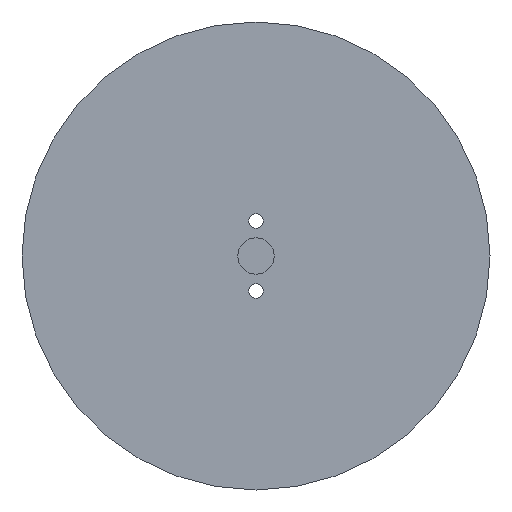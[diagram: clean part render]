
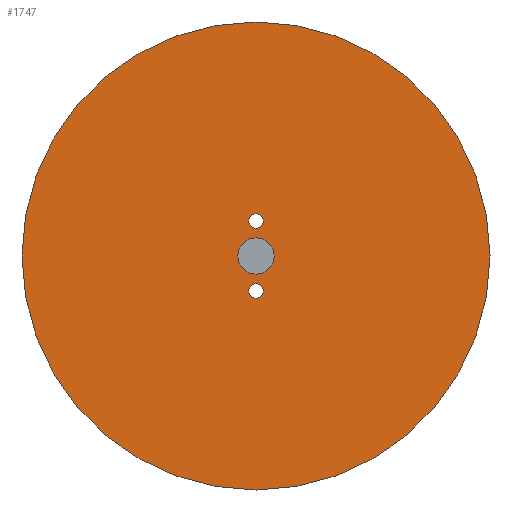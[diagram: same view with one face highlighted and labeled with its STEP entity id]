
A CAD part, front view. The second image highlights one B-rep face of the part: STEP entity #1747.
In plain terms, the highlighted planar face has unit normal (0, -1, 0).
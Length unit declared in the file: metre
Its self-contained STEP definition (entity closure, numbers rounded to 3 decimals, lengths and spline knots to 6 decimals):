
#7 = AXIS2_PLACEMENT_3D ( 'NONE', #1688, #549, #1534 ) ;
#11 = AXIS2_PLACEMENT_3D ( 'NONE', #1433, #989, #1924 ) ;
#27 = DIRECTION ( 'NONE',  ( 0., 0., -1. ) ) ;
#52 = EDGE_CURVE ( 'NONE', #1150, #794, #539, .T. ) ;
#57 = ORIENTED_EDGE ( 'NONE', *, *, #511, .F. ) ;
#91 = FACE_BOUND ( 'NONE', #1596, .T. ) ;
#110 = CIRCLE ( 'NONE', #672, 0.0015 ) ;
#115 = AXIS2_PLACEMENT_3D ( 'NONE', #176, #669, #502 ) ;
#144 = CIRCLE ( 'NONE', #7, 0.0485 ) ;
#176 = CARTESIAN_POINT ( 'NONE',  ( 0., 0., -0.00725 ) ) ;
#186 = CARTESIAN_POINT ( 'NONE',  ( 0., 0., 0.0485 ) ) ;
#271 = DIRECTION ( 'NONE',  ( 0., -1., 0. ) ) ;
#273 = CARTESIAN_POINT ( 'NONE',  ( 0., 0., 0. ) ) ;
#296 = DIRECTION ( 'NONE',  ( 0., 1., 0. ) ) ;
#322 = CARTESIAN_POINT ( 'NONE',  ( 0., 0., 0.00875 ) ) ;
#338 = CARTESIAN_POINT ( 'NONE',  ( 0., 0., -0.00875 ) ) ;
#346 = CIRCLE ( 'NONE', #11, 0.00375 ) ;
#392 = VERTEX_POINT ( 'NONE', #1751 ) ;
#405 = CARTESIAN_POINT ( 'NONE',  ( 0., 0., 0. ) ) ;
#420 = CARTESIAN_POINT ( 'NONE',  ( 0., 0., -0.00575 ) ) ;
#429 = CARTESIAN_POINT ( 'NONE',  ( 0., 0., 0.00725 ) ) ;
#442 = VERTEX_POINT ( 'NONE', #186 ) ;
#469 = EDGE_LOOP ( 'NONE', ( #1581, #777 ) ) ;
#491 = CARTESIAN_POINT ( 'NONE',  ( 0., 0., -0.00375 ) ) ;
#502 = DIRECTION ( 'NONE',  ( 0., 0., -1. ) ) ;
#510 = DIRECTION ( 'NONE',  ( 0., 0., -1. ) ) ;
#511 = EDGE_CURVE ( 'NONE', #2016, #1170, #1014, .T. ) ;
#539 = CIRCLE ( 'NONE', #1643, 0.00375 ) ;
#546 = CARTESIAN_POINT ( 'NONE',  ( 0., 0., 0. ) ) ;
#549 = DIRECTION ( 'NONE',  ( 0., 1., 0. ) ) ;
#669 = DIRECTION ( 'NONE',  ( 0., -1., 0. ) ) ;
#670 = ORIENTED_EDGE ( 'NONE', *, *, #799, .F. ) ;
#672 = AXIS2_PLACEMENT_3D ( 'NONE', #1749, #827, #27 ) ;
#679 = AXIS2_PLACEMENT_3D ( 'NONE', #828, #1445, #510 ) ;
#732 = FACE_OUTER_BOUND ( 'NONE', #469, .T. ) ;
#752 = ORIENTED_EDGE ( 'NONE', *, *, #1066, .F. ) ;
#777 = ORIENTED_EDGE ( 'NONE', *, *, #1951, .F. ) ;
#794 = VERTEX_POINT ( 'NONE', #491 ) ;
#799 = EDGE_CURVE ( 'NONE', #1170, #2016, #110, .T. ) ;
#816 = CIRCLE ( 'NONE', #1470, 0.0485 ) ;
#827 = DIRECTION ( 'NONE',  ( 0., -1., 0. ) ) ;
#828 = CARTESIAN_POINT ( 'NONE',  ( 0., 0., 0.00725 ) ) ;
#890 = FACE_BOUND ( 'NONE', #1862, .T. ) ;
#901 = DIRECTION ( 'NONE',  ( 1., 0., 0. ) ) ;
#918 = CIRCLE ( 'NONE', #1602, 0.0015 ) ;
#989 = DIRECTION ( 'NONE',  ( 0., -1., 0. ) ) ;
#1014 = CIRCLE ( 'NONE', #115, 0.0015 ) ;
#1058 = DIRECTION ( 'NONE',  ( 0., 1., 0. ) ) ;
#1061 = ORIENTED_EDGE ( 'NONE', *, *, #52, .F. ) ;
#1066 = EDGE_CURVE ( 'NONE', #2029, #392, #918, .T. ) ;
#1118 = ORIENTED_EDGE ( 'NONE', *, *, #1793, .F. ) ;
#1150 = VERTEX_POINT ( 'NONE', #2058 ) ;
#1170 = VERTEX_POINT ( 'NONE', #420 ) ;
#1190 = FACE_BOUND ( 'NONE', #1511, .T. ) ;
#1201 = PLANE ( 'NONE',  #1348 ) ;
#1348 = AXIS2_PLACEMENT_3D ( 'NONE', #405, #1058, #901 ) ;
#1433 = CARTESIAN_POINT ( 'NONE',  ( 0., 0., 0. ) ) ;
#1445 = DIRECTION ( 'NONE',  ( 0., -1., 0. ) ) ;
#1470 = AXIS2_PLACEMENT_3D ( 'NONE', #273, #296, #1723 ) ;
#1511 = EDGE_LOOP ( 'NONE', ( #1118, #1061 ) ) ;
#1526 = DIRECTION ( 'NONE',  ( 0., 0., -1. ) ) ;
#1534 = DIRECTION ( 'NONE',  ( 0., 0., 1. ) ) ;
#1535 = EDGE_CURVE ( 'NONE', #1638, #442, #144, .T. ) ;
#1581 = ORIENTED_EDGE ( 'NONE', *, *, #1535, .F. ) ;
#1596 = EDGE_LOOP ( 'NONE', ( #57, #670 ) ) ;
#1602 = AXIS2_PLACEMENT_3D ( 'NONE', #429, #271, #1526 ) ;
#1638 = VERTEX_POINT ( 'NONE', #1880 ) ;
#1643 = AXIS2_PLACEMENT_3D ( 'NONE', #546, #1982, #2007 ) ;
#1688 = CARTESIAN_POINT ( 'NONE',  ( 0., 0., 0. ) ) ;
#1723 = DIRECTION ( 'NONE',  ( 0., 0., 1. ) ) ;
#1738 = ORIENTED_EDGE ( 'NONE', *, *, #1839, .F. ) ;
#1747 = ADVANCED_FACE ( 'NONE', ( #732, #1190, #890, #91 ), #1201, .F. ) ;
#1749 = CARTESIAN_POINT ( 'NONE',  ( 0., 0., -0.00725 ) ) ;
#1751 = CARTESIAN_POINT ( 'NONE',  ( 0., 0., 0.00575 ) ) ;
#1793 = EDGE_CURVE ( 'NONE', #794, #1150, #346, .T. ) ;
#1839 = EDGE_CURVE ( 'NONE', #392, #2029, #2062, .T. ) ;
#1862 = EDGE_LOOP ( 'NONE', ( #1738, #752 ) ) ;
#1880 = CARTESIAN_POINT ( 'NONE',  ( 0., 0., -0.0485 ) ) ;
#1924 = DIRECTION ( 'NONE',  ( 0., 0., -1. ) ) ;
#1951 = EDGE_CURVE ( 'NONE', #442, #1638, #816, .T. ) ;
#1982 = DIRECTION ( 'NONE',  ( 0., -1., 0. ) ) ;
#2007 = DIRECTION ( 'NONE',  ( 0., 0., -1. ) ) ;
#2016 = VERTEX_POINT ( 'NONE', #338 ) ;
#2029 = VERTEX_POINT ( 'NONE', #322 ) ;
#2058 = CARTESIAN_POINT ( 'NONE',  ( 0., 0., 0.00375 ) ) ;
#2062 = CIRCLE ( 'NONE', #679, 0.0015 ) ;
